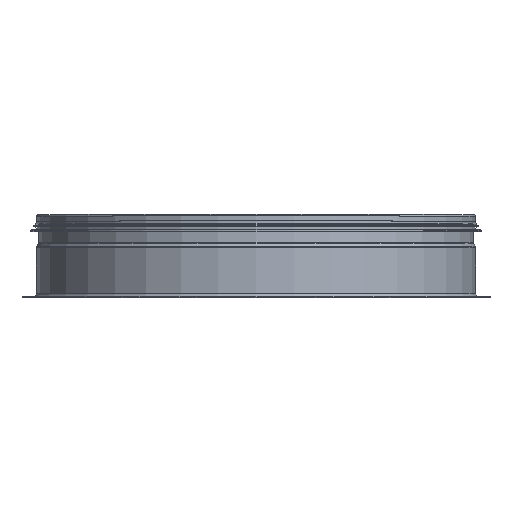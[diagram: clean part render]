
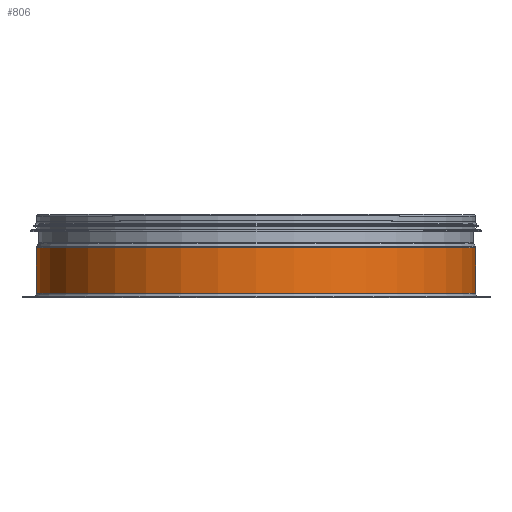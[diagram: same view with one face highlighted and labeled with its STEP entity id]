
A CAD part, top view. The second image highlights one B-rep face of the part: STEP entity #806.
In plain terms, the highlighted cylindrical face has radius 199.4 mm (diameter 398.8 mm), a full revolution.
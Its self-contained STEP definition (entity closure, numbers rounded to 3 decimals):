
#131=CARTESIAN_POINT('',(199.4,3.,0.003));
#132=VERTEX_POINT('',#131);
#163=CARTESIAN_POINT('',(199.4,44.5,0.003));
#164=VERTEX_POINT('',#163);
#171=CARTESIAN_POINT('',(199.4,3.,0.003));
#172=DIRECTION('',(0.0,1.0,0.0));
#173=VECTOR('',#172,41.5);
#174=LINE('',#171,#173);
#175=EDGE_CURVE('',#132,#164,#174,.T.);
#652=CARTESIAN_POINT('',(199.4,44.5,0.0));
#653=VERTEX_POINT('',#652);
#684=CARTESIAN_POINT('',(199.4,3.,0.0));
#685=VERTEX_POINT('',#684);
#692=CARTESIAN_POINT('',(199.4,3.,0.0));
#693=DIRECTION('',(0.0,1.0,0.0));
#694=VECTOR('',#693,41.5);
#695=LINE('',#692,#694);
#696=EDGE_CURVE('',#685,#653,#695,.T.);
#771=CARTESIAN_POINT('',(0.0,3.,0.0));
#772=DIRECTION('',(0.0,1.0,0.0));
#773=DIRECTION('',(1.0,0.0,0.0));
#774=AXIS2_PLACEMENT_3D('',#771,#772,#773);
#775=CIRCLE('',#774,199.4);
#776=EDGE_CURVE('',#685,#132,#775,.T.);
#789=CARTESIAN_POINT('',(0.0,34.965,0.0));
#790=DIRECTION('',(0.0,1.0,0.0));
#791=DIRECTION('',(1.0,0.0,0.0));
#792=AXIS2_PLACEMENT_3D('',#789,#790,#791);
#793=CYLINDRICAL_SURFACE('',#792,199.4);
#794=ORIENTED_EDGE('',*,*,#175,.T.);
#795=CARTESIAN_POINT('',(0.0,44.5,0.0));
#796=DIRECTION('',(0.0,1.0,0.0));
#797=DIRECTION('',(1.0,0.0,0.0));
#798=AXIS2_PLACEMENT_3D('',#795,#796,#797);
#799=CIRCLE('',#798,199.4);
#800=EDGE_CURVE('',#653,#164,#799,.T.);
#801=ORIENTED_EDGE('',*,*,#800,.F.);
#802=ORIENTED_EDGE('',*,*,#696,.F.);
#803=ORIENTED_EDGE('',*,*,#776,.T.);
#804=EDGE_LOOP('',(#794,#801,#802,#803));
#805=FACE_OUTER_BOUND('',#804,.T.);
#806=ADVANCED_FACE('',(#805),#793,.T.);
